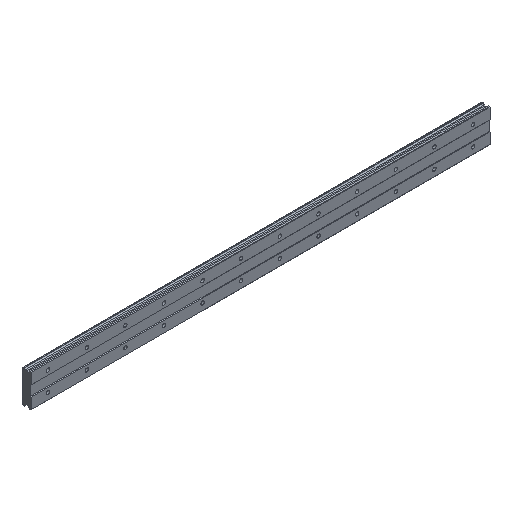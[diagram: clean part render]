
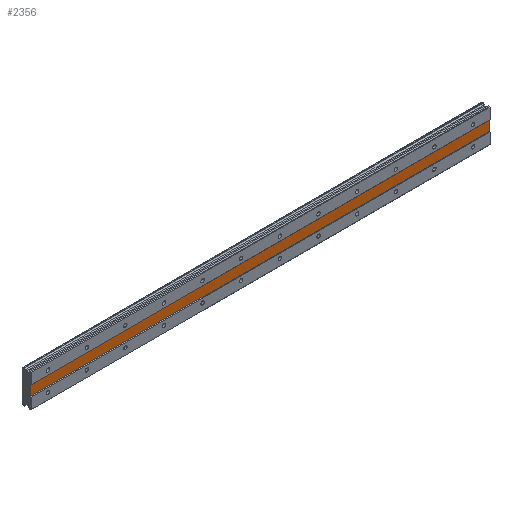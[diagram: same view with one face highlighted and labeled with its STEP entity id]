
A CAD part, isometric view. The second image highlights one B-rep face of the part: STEP entity #2356.
In plain terms, the highlighted planar face has unit normal (0, -1, 0).
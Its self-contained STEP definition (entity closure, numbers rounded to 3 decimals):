
#50 = CARTESIAN_POINT ( 'NONE',  ( -35., 1., 34.482 ) ) ;
#165 = FACE_OUTER_BOUND ( 'NONE', #1805, .T. ) ;
#258 = CARTESIAN_POINT ( 'NONE',  ( 915., 1., -10. ) ) ;
#327 = CARTESIAN_POINT ( 'NONE',  ( -35., 1., -10. ) ) ;
#335 = CARTESIAN_POINT ( 'NONE',  ( 915., 1., -10. ) ) ;
#542 = PLANE ( 'NONE',  #4395 ) ;
#552 = CARTESIAN_POINT ( 'NONE',  ( 915., 1., 34.482 ) ) ;
#583 = DIRECTION ( 'NONE',  ( 1., 0., 0. ) ) ;
#890 = DIRECTION ( 'NONE',  ( 1., 0., 0. ) ) ;
#1034 = EDGE_CURVE ( 'NONE', #4577, #4516, #4540, .T. ) ;
#1172 = DIRECTION ( 'NONE',  ( 0., 0., -1. ) ) ;
#1413 = EDGE_CURVE ( 'NONE', #1905, #2979, #3917, .T. ) ;
#1644 = DIRECTION ( 'NONE',  ( 0., 0., 1. ) ) ;
#1805 = EDGE_LOOP ( 'NONE', ( #3515, #2226, #2166, #2729 ) ) ;
#1902 = CARTESIAN_POINT ( 'NONE',  ( 915., 1., 10. ) ) ;
#1905 = VERTEX_POINT ( 'NONE', #327 ) ;
#1989 = VECTOR ( 'NONE', #1172, 1000. ) ;
#2001 = CARTESIAN_POINT ( 'NONE',  ( -35., 1., 10. ) ) ;
#2026 = DIRECTION ( 'NONE',  ( 0., 1., 0. ) ) ;
#2166 = ORIENTED_EDGE ( 'NONE', *, *, #1034, .F. ) ;
#2224 = EDGE_CURVE ( 'NONE', #4577, #1905, #3689, .T. ) ;
#2226 = ORIENTED_EDGE ( 'NONE', *, *, #4358, .F. ) ;
#2317 = VECTOR ( 'NONE', #583, 1000. ) ;
#2356 = ADVANCED_FACE ( 'NONE', ( #165 ), #542, .F. ) ;
#2574 = VECTOR ( 'NONE', #4641, 1000. ) ;
#2729 = ORIENTED_EDGE ( 'NONE', *, *, #2224, .T. ) ;
#2979 = VERTEX_POINT ( 'NONE', #335 ) ;
#3093 = CARTESIAN_POINT ( 'NONE',  ( 915., 1., 10. ) ) ;
#3257 = VECTOR ( 'NONE', #890, 1000. ) ;
#3515 = ORIENTED_EDGE ( 'NONE', *, *, #1413, .T. ) ;
#3571 = LINE ( 'NONE', #552, #2574 ) ;
#3689 = LINE ( 'NONE', #50, #1989 ) ;
#3917 = LINE ( 'NONE', #258, #2317 ) ;
#4190 = CARTESIAN_POINT ( 'NONE',  ( 915., 1., 10. ) ) ;
#4358 = EDGE_CURVE ( 'NONE', #4516, #2979, #3571, .T. ) ;
#4395 = AXIS2_PLACEMENT_3D ( 'NONE', #3093, #2026, #1644 ) ;
#4516 = VERTEX_POINT ( 'NONE', #1902 ) ;
#4540 = LINE ( 'NONE', #4190, #3257 ) ;
#4577 = VERTEX_POINT ( 'NONE', #2001 ) ;
#4641 = DIRECTION ( 'NONE',  ( 0., 0., -1. ) ) ;
